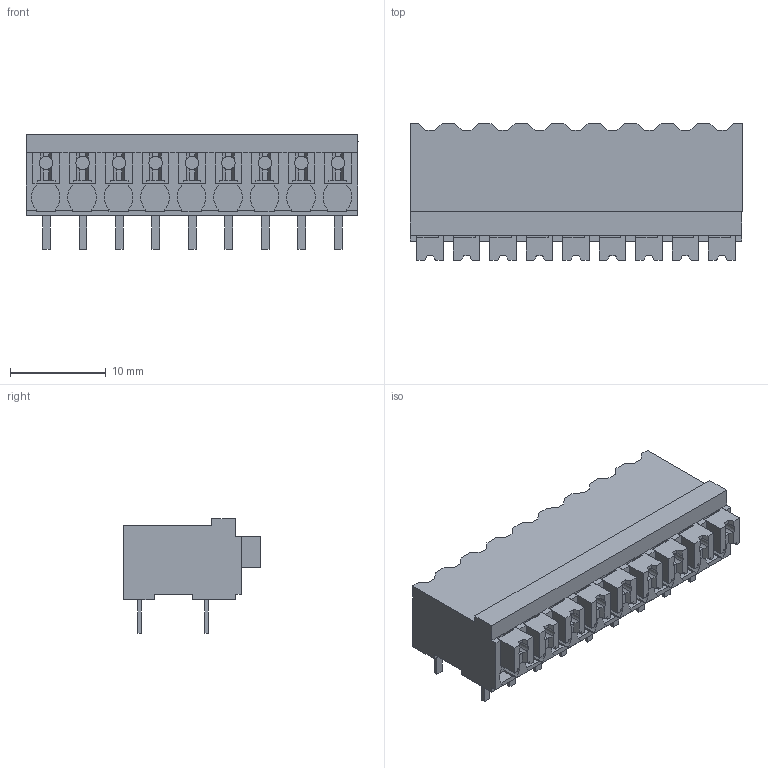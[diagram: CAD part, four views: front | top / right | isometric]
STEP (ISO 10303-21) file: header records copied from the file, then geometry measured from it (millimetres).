
FILE_DESCRIPTION(('CATIA V5 STEP Exchange','CAx-IF Rec.Pracs.--- Model Styling and Organization---1.2---2011-12-15'),'2;1');
FILE_NAME ('D1456792_0', '2018-03-22T09:55:15+00:00', ('none'), ('Weidmueller'), 'CATIA Version 5-6 Release 2014', 'CATIA V5 STEP AP214', 'none');
FILE_SCHEMA(('AUTOMOTIVE_DESIGN { 1 0 10303 214 1 1 1 1 }'));
Length unit declared in the file: millimetre
Products named in the file (1): 1824710000
Bounding box: 34.68 x 14.3 x 12 mm (x, y, z)
Volume: 2976.8 mm3; surface area: 2859.6 mm2
Topology: 28 solids, 28 shells, 700 faces, 1964 edges, 1311 vertices
Faces by surface type: plane 592, cylinder 108
Entity records: 21650 total; most frequent: CARTESIAN_POINT 4053, ORIENTED_EDGE 3928, DIRECTION 2798, EDGE_CURVE 1964, VECTOR 1739, LINE 1739, VERTEX_POINT 1311, EDGE_LOOP 709
